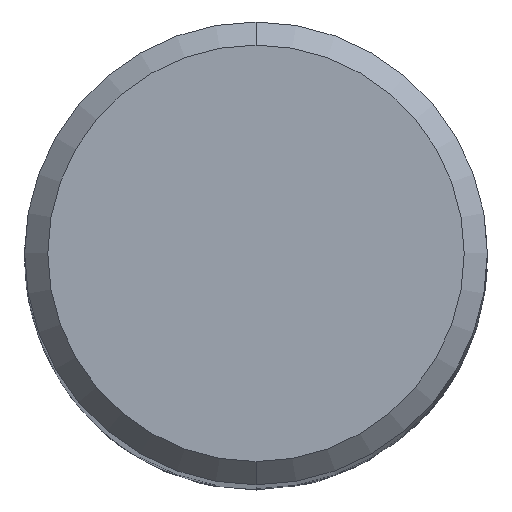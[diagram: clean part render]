
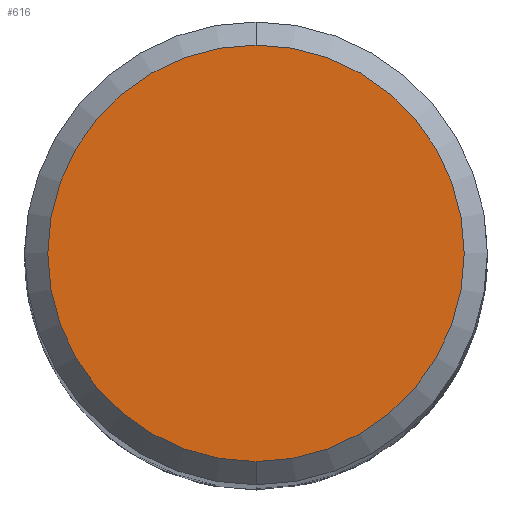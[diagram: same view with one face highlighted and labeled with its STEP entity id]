
A CAD part, top view. The second image highlights one B-rep face of the part: STEP entity #616.
In plain terms, the highlighted planar face has unit normal (0, 0, 1).
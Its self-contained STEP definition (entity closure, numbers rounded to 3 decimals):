
#476=VERTEX_POINT('',#1303);
#616=ADVANCED_FACE('',(#1453),#1454,.T.);
#900=VERTEX_POINT('',#1771);
#1044=EDGE_CURVE('',#476,#900,#1931,.T.);
#1082=EDGE_CURVE('',#900,#476,#1972,.T.);
#1303=CARTESIAN_POINT('',(0.0,3.6,0.0));
#1453=FACE_OUTER_BOUND('',#3583,.T.);
#1454=PLANE('',#3584);
#1771=CARTESIAN_POINT('',(0.,-3.6,0.0));
#1931=CIRCLE('',#6699,3.6);
#1972=CIRCLE('',#6838,3.6);
#3583=EDGE_LOOP('',(#8233,#8234));
#3584=AXIS2_PLACEMENT_3D('',#8235,#8236,#8237);
#6699=AXIS2_PLACEMENT_3D('',#8879,#8880,#8881);
#6838=AXIS2_PLACEMENT_3D('',#8926,#8927,#8928);
#8233=ORIENTED_EDGE('',*,*,#1044,.F.);
#8234=ORIENTED_EDGE('',*,*,#1082,.F.);
#8235=CARTESIAN_POINT('',(0.0,1.8,0.0));
#8236=DIRECTION('',(-0.0,0.0,1.0));
#8237=DIRECTION('',(0.0,-1.0,0.0));
#8879=CARTESIAN_POINT('',(0.0,0.0,0.0));
#8880=DIRECTION('',(0.0,0.0,-1.0));
#8881=DIRECTION('',(0.0,1.0,0.0));
#8926=CARTESIAN_POINT('',(0.0,0.0,0.0));
#8927=DIRECTION('',(0.0,0.0,-1.0));
#8928=DIRECTION('',(0.0,1.0,0.0));
